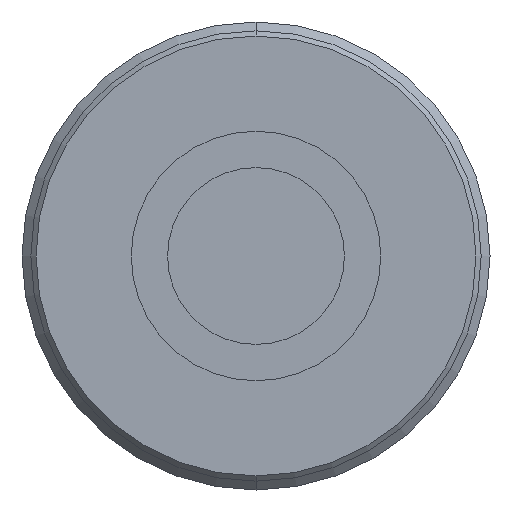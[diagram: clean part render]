
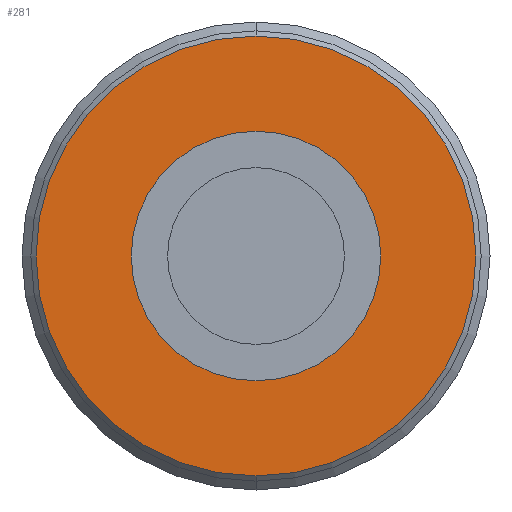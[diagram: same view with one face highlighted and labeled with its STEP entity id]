
A CAD part, front view. The second image highlights one B-rep face of the part: STEP entity #281.
In plain terms, the highlighted planar face has unit normal (0, -1, 0).
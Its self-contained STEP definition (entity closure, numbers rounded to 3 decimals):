
#120 = EDGE_LOOP ( 'NONE', ( #2312, #2171 ) ) ;
#123 = EDGE_LOOP ( 'NONE', ( #2313, #2613 ) ) ;
#134 = VERTEX_POINT ( 'NONE', #485 ) ;
#135 = VERTEX_POINT ( 'NONE', #488 ) ;
#140 = VERTEX_POINT ( 'NONE', #362 ) ;
#281 = ADVANCED_FACE ( 'NONE', ( #2478, #2481 ), #622, .T. ) ;
#362 = CARTESIAN_POINT ( 'NONE',  ( 0., 0.5, -12. ) ) ;
#485 = CARTESIAN_POINT ( 'NONE',  ( 0., 0.5, -21.15 ) ) ;
#488 = CARTESIAN_POINT ( 'NONE',  ( 0., 0.5, 21.15 ) ) ;
#576 = DIRECTION ( 'NONE',  ( 0., 0., -1. ) ) ;
#577 = CARTESIAN_POINT ( 'NONE',  ( 0., 0.5, 0. ) ) ;
#578 = DIRECTION ( 'NONE',  ( 0., -1., 0. ) ) ;
#580 = DIRECTION ( 'NONE',  ( 0., 0., -1. ) ) ;
#583 = DIRECTION ( 'NONE',  ( 0., -1., 0. ) ) ;
#585 = CARTESIAN_POINT ( 'NONE',  ( 0., 0.5, 0. ) ) ;
#622 = PLANE ( 'NONE',  #1778 ) ;
#633 = DIRECTION ( 'NONE',  ( 0., 0., -1. ) ) ;
#640 = CARTESIAN_POINT ( 'NONE',  ( 0., 0.5, 0. ) ) ;
#642 = DIRECTION ( 'NONE',  ( 0., -1., 0. ) ) ;
#891 = CARTESIAN_POINT ( 'NONE',  ( 0., 0.5, 12. ) ) ;
#1315 = DIRECTION ( 'NONE',  ( 0., 0., -1. ) ) ;
#1316 = DIRECTION ( 'NONE',  ( 0., -1., 0. ) ) ;
#1320 = CARTESIAN_POINT ( 'NONE',  ( 0., 0.5, 0. ) ) ;
#1357 = EDGE_CURVE ( 'NONE', #135, #134, #2017, .T. ) ;
#1358 = EDGE_CURVE ( 'NONE', #1969, #140, #2018, .T. ) ;
#1372 = DIRECTION ( 'NONE',  ( 0., 0., -1. ) ) ;
#1373 = DIRECTION ( 'NONE',  ( 0., -1., 0. ) ) ;
#1374 = CARTESIAN_POINT ( 'NONE',  ( 0., 0.5, 0. ) ) ;
#1409 = EDGE_CURVE ( 'NONE', #134, #135, #2026, .T. ) ;
#1420 = EDGE_CURVE ( 'NONE', #140, #1969, #2043, .T. ) ;
#1686 = AXIS2_PLACEMENT_3D ( 'NONE', #1320, #1316, #1315 ) ;
#1690 = AXIS2_PLACEMENT_3D ( 'NONE', #1374, #1373, #1372 ) ;
#1703 = AXIS2_PLACEMENT_3D ( 'NONE', #577, #578, #576 ) ;
#1704 = AXIS2_PLACEMENT_3D ( 'NONE', #585, #583, #580 ) ;
#1778 = AXIS2_PLACEMENT_3D ( 'NONE', #640, #642, #633 ) ;
#1969 = VERTEX_POINT ( 'NONE', #891 ) ;
#2017 = CIRCLE ( 'NONE', #1704, 21.15 ) ;
#2018 = CIRCLE ( 'NONE', #1703, 12. ) ;
#2026 = CIRCLE ( 'NONE', #1690, 21.15 ) ;
#2043 = CIRCLE ( 'NONE', #1686, 12. ) ;
#2171 = ORIENTED_EDGE ( 'NONE', *, *, #1409, .T. ) ;
#2312 = ORIENTED_EDGE ( 'NONE', *, *, #1357, .T. ) ;
#2313 = ORIENTED_EDGE ( 'NONE', *, *, #1420, .F. ) ;
#2478 = FACE_OUTER_BOUND ( 'NONE', #120, .T. ) ;
#2481 = FACE_BOUND ( 'NONE', #123, .T. ) ;
#2613 = ORIENTED_EDGE ( 'NONE', *, *, #1358, .F. ) ;
